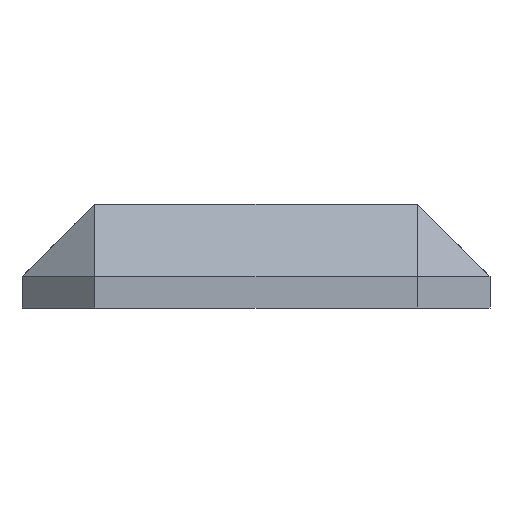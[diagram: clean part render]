
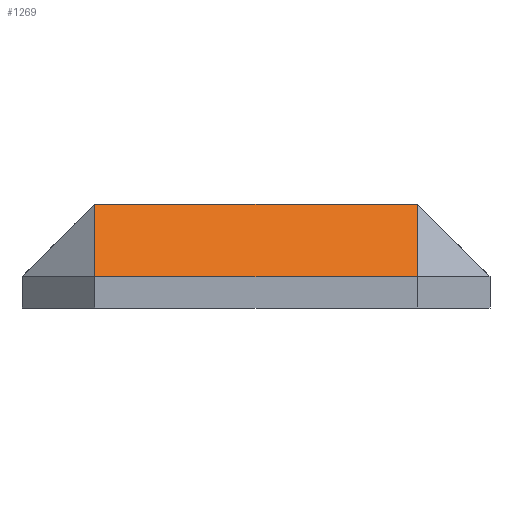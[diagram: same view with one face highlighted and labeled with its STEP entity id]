
A CAD part, left-side view. The second image highlights one B-rep face of the part: STEP entity #1269.
In plain terms, the highlighted planar face has unit normal (-0.707, 0, 0.707).
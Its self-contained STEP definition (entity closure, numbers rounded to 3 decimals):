
#49 = CARTESIAN_POINT ( 'NONE',  ( -31., 15.5, 3. ) ) ;
#67 = PLANE ( 'NONE',  #1131 ) ;
#73 = CARTESIAN_POINT ( 'NONE',  ( -27.5, -15.5, 6.5 ) ) ;
#76 = VERTEX_POINT ( 'NONE', #131 ) ;
#86 = VECTOR ( 'NONE', #490, 1000. ) ;
#120 = VERTEX_POINT ( 'NONE', #1223 ) ;
#126 = DIRECTION ( 'NONE',  ( 0., 1., 0. ) ) ;
#131 = CARTESIAN_POINT ( 'NONE',  ( -31., 15.5, 3. ) ) ;
#158 = VECTOR ( 'NONE', #929, 1000. ) ;
#191 = ORIENTED_EDGE ( 'NONE', *, *, #459, .T. ) ;
#204 = EDGE_CURVE ( 'NONE', #120, #634, #1024, .T. ) ;
#330 = VECTOR ( 'NONE', #126, 1000. ) ;
#386 = DIRECTION ( 'NONE',  ( 0., -1., 0. ) ) ;
#413 = EDGE_LOOP ( 'NONE', ( #191, #550, #991, #1364 ) ) ;
#459 = EDGE_CURVE ( 'NONE', #120, #76, #1033, .T. ) ;
#490 = DIRECTION ( 'NONE',  ( -0.707, 0., -0.707 ) ) ;
#530 = CARTESIAN_POINT ( 'NONE',  ( -24., -15.5, 10. ) ) ;
#535 = VECTOR ( 'NONE', #386, 1000. ) ;
#550 = ORIENTED_EDGE ( 'NONE', *, *, #806, .F. ) ;
#606 = CARTESIAN_POINT ( 'NONE',  ( -24., 0., 10. ) ) ;
#634 = VERTEX_POINT ( 'NONE', #530 ) ;
#650 = LINE ( 'NONE', #1090, #330 ) ;
#698 = DIRECTION ( 'NONE',  ( 0., -1., 0. ) ) ;
#734 = CARTESIAN_POINT ( 'NONE',  ( -31., -15.5, 3. ) ) ;
#806 = EDGE_CURVE ( 'NONE', #1396, #76, #650, .T. ) ;
#827 = EDGE_CURVE ( 'NONE', #634, #1396, #829, .T. ) ;
#829 = LINE ( 'NONE', #73, #86 ) ;
#929 = DIRECTION ( 'NONE',  ( -0.707, 0., -0.707 ) ) ;
#991 = ORIENTED_EDGE ( 'NONE', *, *, #827, .F. ) ;
#1021 = FACE_OUTER_BOUND ( 'NONE', #413, .T. ) ;
#1024 = LINE ( 'NONE', #606, #535 ) ;
#1033 = LINE ( 'NONE', #49, #158 ) ;
#1090 = CARTESIAN_POINT ( 'NONE',  ( -31., -22.5, 3. ) ) ;
#1131 = AXIS2_PLACEMENT_3D ( 'NONE', #1369, #1140, #698 ) ;
#1140 = DIRECTION ( 'NONE',  ( 0.707, 0., -0.707 ) ) ;
#1223 = CARTESIAN_POINT ( 'NONE',  ( -24., 15.5, 10. ) ) ;
#1269 = ADVANCED_FACE ( 'NONE', ( #1021 ), #67, .F. ) ;
#1364 = ORIENTED_EDGE ( 'NONE', *, *, #204, .F. ) ;
#1369 = CARTESIAN_POINT ( 'NONE',  ( -24., 0., 10. ) ) ;
#1396 = VERTEX_POINT ( 'NONE', #734 ) ;
